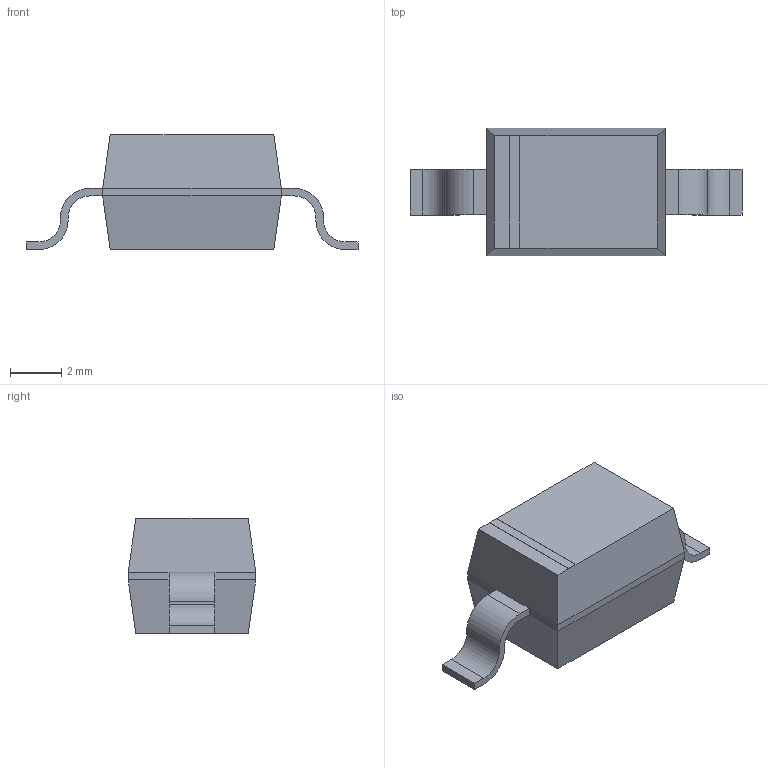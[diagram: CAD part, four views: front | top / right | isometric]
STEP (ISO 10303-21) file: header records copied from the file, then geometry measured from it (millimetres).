
FILE_DESCRIPTION (( 'STEP AP214' ), '1' );
FILE_NAME ('ÊÄ105 (ïîâåðõíîñòíûé ìîíòàæ).STEP', '2015-02-06T11:33:46', ( '' ), ( '' ), 'SwSTEP 2.0', 'SolidWorks 2014', '' );
FILE_SCHEMA (( 'AUTOMOTIVE_DESIGN' ));
Length unit declared in the file: millimetre
Products named in the file (1): ÊÄ105 (ïîâåðõíîñòíûé ìîíòàæ)
Bounding box: 13 x 5 x 4.51 mm (x, y, z)
Volume: 147.5 mm3; surface area: 196 mm2
Topology: 1 solids, 1 shells, 48 faces, 118 edges, 72 vertices
Faces by surface type: plane 40, cylinder 8
Entity records: 1940 total; most frequent: CARTESIAN_POINT 239, ORIENTED_EDGE 236, DIRECTION 232, EDGE_CURVE 118, LINE 102, VECTOR 102, VERTEX_POINT 72, AXIS2_PLACEMENT_3D 65
